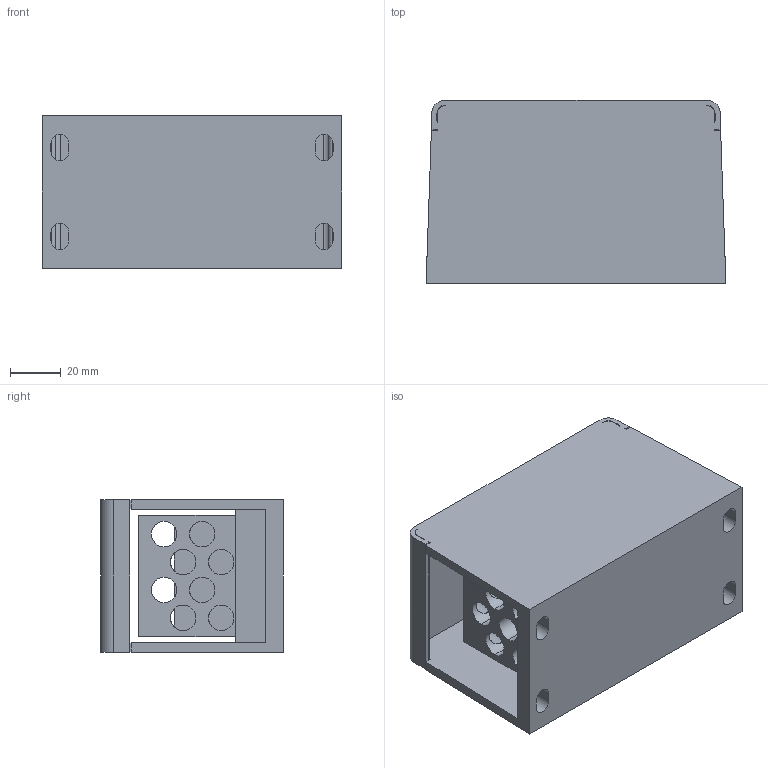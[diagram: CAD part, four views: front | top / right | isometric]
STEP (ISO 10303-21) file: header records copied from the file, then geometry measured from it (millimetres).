
FILE_DESCRIPTION((''),'2;1');
FILE_NAME('UJFX1-240B','2024-01-17T',('dell'),(''),'PRO/ENGINEER BY PARAMETRIC TECHNOLOGY CORPORATION, 2013230','PRO/ENGINEER BY PARAMETRIC TECHNOLOGY CORPORATION, 2013230','');
FILE_SCHEMA(('AUTOMOTIVE_DESIGN { 1 0 10303 214 1 1 1 1 }'));
Length unit declared in the file: millimetre
Products named in the file (1): UJFX1-240B
Bounding box: 118 x 72 x 60 mm (x, y, z)
Volume: 232938.5 mm3; surface area: 77383.7 mm2
Topology: 1 solids, 1 shells, 125 faces, 370 edges, 244 vertices
Faces by surface type: plane 65, cylinder 60
Entity records: 4674 total; most frequent: CARTESIAN_POINT 1107, ORIENTED_EDGE 740, DIRECTION 712, EDGE_CURVE 370, VERTEX_POINT 244, AXIS2_PLACEMENT_3D 241, VECTOR 230, LINE 230
